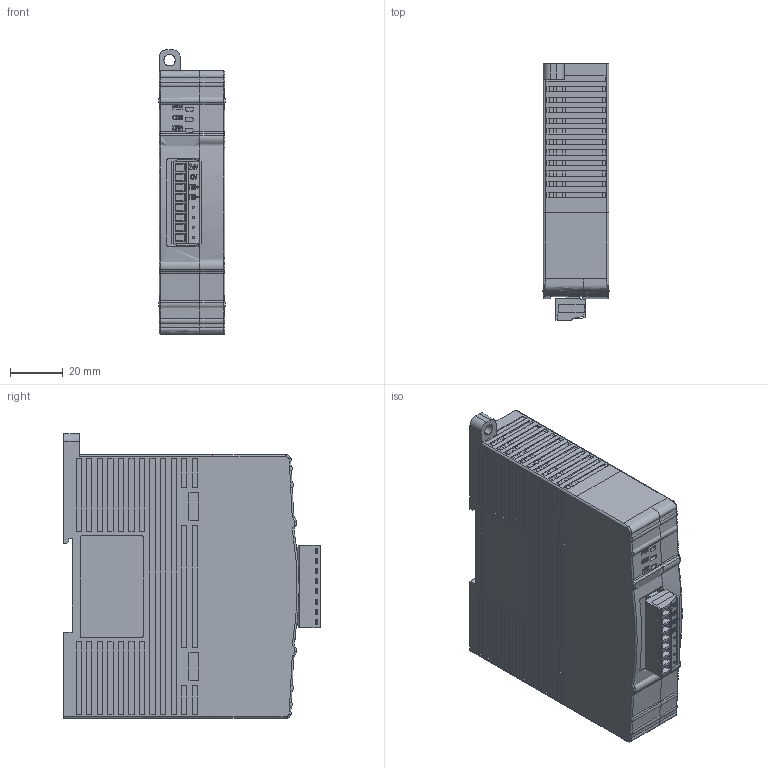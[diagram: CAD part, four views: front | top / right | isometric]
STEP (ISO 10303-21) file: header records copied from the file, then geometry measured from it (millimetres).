
FILE_DESCRIPTION(/* description */ (''),/* implementation_level */ '2;1');
FILE_NAME(/* name */ 'XD-1TC~1',/* time_stamp */ '2022-12-05T09:25:50+08:00',/* author */ (''),/* organization */ (''),/* preprocessor_version */ 'ST-DEVELOPER v16.5',/* originating_system */ '',/* authorisation */ '');
FILE_SCHEMA (('CONFIG_CONTROL_DESIGN'));
Length unit declared in the file: millimetre
Products named in the file (1): Document
Bounding box: 25.05 x 97.28 x 108 mm (x, y, z)
Volume: 203812.2 mm3; surface area: 35048.5 mm2
Topology: 1 solids, 27 shells, 1517 faces, 4249 edges, 2880 vertices
Faces by surface type: plane 1204, bspline 171, cylinder 142
Entity records: 58180 total; most frequent: CARTESIAN_POINT 29634, ORIENTED_EDGE 8316, EDGE_CURVE 4249, B_SPLINE_CURVE_WITH_KNOTS 3890, VERTEX_POINT 2880, EDGE_LOOP 1706, ADVANCED_FACE 1517, FACE_OUTER_BOUND 1517
